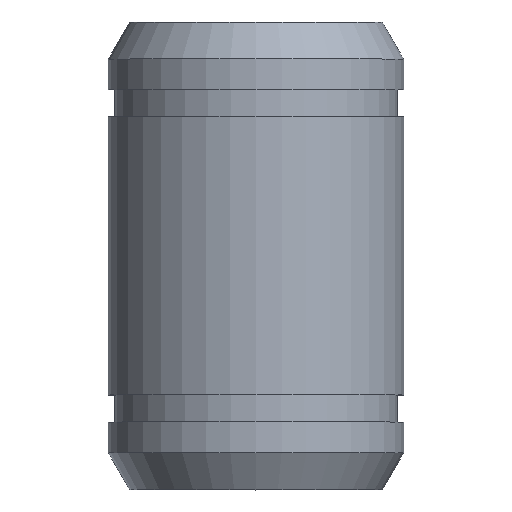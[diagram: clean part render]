
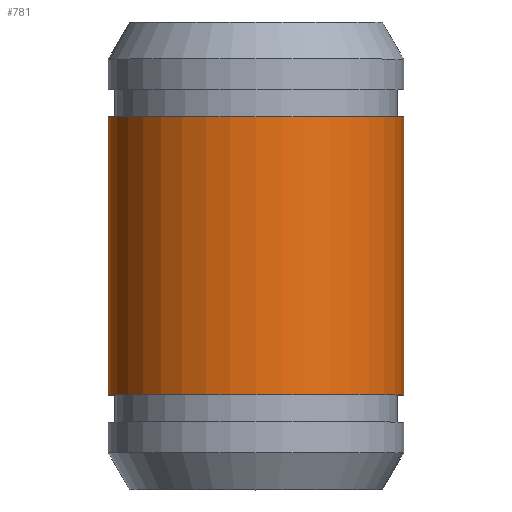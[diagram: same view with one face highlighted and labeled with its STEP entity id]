
A CAD part, top view. The second image highlights one B-rep face of the part: STEP entity #781.
In plain terms, the highlighted cylindrical face has radius 6 mm (diameter 12 mm), a partial arc.
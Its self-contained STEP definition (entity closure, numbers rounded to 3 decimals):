
#766 = PLANE('',#767);
#767 = AXIS2_PLACEMENT_3D('',#768,#769,#770);
#768 = CARTESIAN_POINT('',(5.9,-5.65,0.));
#769 = DIRECTION('',(0.,1.,0.));
#770 = DIRECTION('',(-1.,0.,0.));
#781 = ADVANCED_FACE('',(#782),#796,.T.);
#782 = FACE_BOUND('',#783,.T.);
#783 = EDGE_LOOP('',(#784,#863,#891,#912));
#784 = ORIENTED_EDGE('',*,*,#785,.F.);
#785 = EDGE_CURVE('',#786,#788,#790,.T.);
#786 = VERTEX_POINT('',#787);
#787 = CARTESIAN_POINT('',(6.,5.65,0.));
#788 = VERTEX_POINT('',#789);
#789 = CARTESIAN_POINT('',(6.,-5.65,0.));
#790 = SURFACE_CURVE('',#791,(#795,#829),.PCURVE_S1.);
#791 = LINE('',#792,#793);
#792 = CARTESIAN_POINT('',(6.,0.,0.));
#793 = VECTOR('',#794,1.);
#794 = DIRECTION('',(0.,-1.,0.));
#795 = PCURVE('',#796,#801);
#796 = CYLINDRICAL_SURFACE('',#797,6.);
#797 = AXIS2_PLACEMENT_3D('',#798,#799,#800);
#798 = CARTESIAN_POINT('',(0.,0.,0.));
#799 = DIRECTION('',(0.,1.,0.));
#800 = DIRECTION('',(1.,0.,0.));
#801 = DEFINITIONAL_REPRESENTATION('',(#802),#828);
#802 = B_SPLINE_CURVE_WITH_KNOTS('',3,(#803,#804,#805,#806,#807,#808,
    #809,#810,#811,#812,#813,#814,#815,#816,#817,#818,#819,#820,#821,
    #822,#823,#824,#825,#826,#827),.UNSPECIFIED.,.F.,.F.,(4,1,1,1,1,1,1,
    1,1,1,1,1,1,1,1,1,1,1,1,1,1,1,4),(-5.65,-5.136,
    -4.623,-4.109,-3.595,-3.082,
    -2.568,-2.055,-1.541,-1.027,
    -0.514,0.,0.514,1.027,1.541,
    2.055,2.568,3.082,3.595,
    4.109,4.623,5.136,5.65),
  .QUASI_UNIFORM_KNOTS.);
#803 = CARTESIAN_POINT('',(6.283,5.65));
#804 = CARTESIAN_POINT('',(6.283,5.479));
#805 = CARTESIAN_POINT('',(6.283,5.136));
#806 = CARTESIAN_POINT('',(6.283,4.623));
#807 = CARTESIAN_POINT('',(6.283,4.109));
#808 = CARTESIAN_POINT('',(6.283,3.595));
#809 = CARTESIAN_POINT('',(6.283,3.082));
#810 = CARTESIAN_POINT('',(6.283,2.568));
#811 = CARTESIAN_POINT('',(6.283,2.055));
#812 = CARTESIAN_POINT('',(6.283,1.541));
#813 = CARTESIAN_POINT('',(6.283,1.027));
#814 = CARTESIAN_POINT('',(6.283,0.514));
#815 = CARTESIAN_POINT('',(6.283,0.));
#816 = CARTESIAN_POINT('',(6.283,-0.514));
#817 = CARTESIAN_POINT('',(6.283,-1.027));
#818 = CARTESIAN_POINT('',(6.283,-1.541));
#819 = CARTESIAN_POINT('',(6.283,-2.055));
#820 = CARTESIAN_POINT('',(6.283,-2.568));
#821 = CARTESIAN_POINT('',(6.283,-3.082));
#822 = CARTESIAN_POINT('',(6.283,-3.595));
#823 = CARTESIAN_POINT('',(6.283,-4.109));
#824 = CARTESIAN_POINT('',(6.283,-4.623));
#825 = CARTESIAN_POINT('',(6.283,-5.136));
#826 = CARTESIAN_POINT('',(6.283,-5.479));
#827 = CARTESIAN_POINT('',(6.283,-5.65));
#828 = ( GEOMETRIC_REPRESENTATION_CONTEXT(2) 
PARAMETRIC_REPRESENTATION_CONTEXT() REPRESENTATION_CONTEXT('2D SPACE',''
  ) );
#829 = PCURVE('',#830,#835);
#830 = CYLINDRICAL_SURFACE('',#831,6.);
#831 = AXIS2_PLACEMENT_3D('',#832,#833,#834);
#832 = CARTESIAN_POINT('',(0.,0.,0.));
#833 = DIRECTION('',(0.,1.,0.));
#834 = DIRECTION('',(1.,0.,0.));
#835 = DEFINITIONAL_REPRESENTATION('',(#836),#862);
#836 = B_SPLINE_CURVE_WITH_KNOTS('',3,(#837,#838,#839,#840,#841,#842,
    #843,#844,#845,#846,#847,#848,#849,#850,#851,#852,#853,#854,#855,
    #856,#857,#858,#859,#860,#861),.UNSPECIFIED.,.F.,.F.,(4,1,1,1,1,1,1,
    1,1,1,1,1,1,1,1,1,1,1,1,1,1,1,4),(-5.65,-5.136,
    -4.623,-4.109,-3.595,-3.082,
    -2.568,-2.055,-1.541,-1.027,
    -0.514,0.,0.514,1.027,1.541,
    2.055,2.568,3.082,3.595,
    4.109,4.623,5.136,5.65),
  .QUASI_UNIFORM_KNOTS.);
#837 = CARTESIAN_POINT('',(0.,5.65));
#838 = CARTESIAN_POINT('',(0.,5.479));
#839 = CARTESIAN_POINT('',(0.,5.136));
#840 = CARTESIAN_POINT('',(0.,4.623));
#841 = CARTESIAN_POINT('',(0.,4.109));
#842 = CARTESIAN_POINT('',(0.,3.595));
#843 = CARTESIAN_POINT('',(0.,3.082));
#844 = CARTESIAN_POINT('',(0.,2.568));
#845 = CARTESIAN_POINT('',(0.,2.055));
#846 = CARTESIAN_POINT('',(0.,1.541));
#847 = CARTESIAN_POINT('',(0.,1.027));
#848 = CARTESIAN_POINT('',(0.,0.514));
#849 = CARTESIAN_POINT('',(0.,0.));
#850 = CARTESIAN_POINT('',(0.,-0.514));
#851 = CARTESIAN_POINT('',(0.,-1.027));
#852 = CARTESIAN_POINT('',(0.,-1.541));
#853 = CARTESIAN_POINT('',(0.,-2.055));
#854 = CARTESIAN_POINT('',(0.,-2.568));
#855 = CARTESIAN_POINT('',(0.,-3.082));
#856 = CARTESIAN_POINT('',(0.,-3.595));
#857 = CARTESIAN_POINT('',(0.,-4.109));
#858 = CARTESIAN_POINT('',(0.,-4.623));
#859 = CARTESIAN_POINT('',(0.,-5.136));
#860 = CARTESIAN_POINT('',(0.,-5.479));
#861 = CARTESIAN_POINT('',(0.,-5.65));
#862 = ( GEOMETRIC_REPRESENTATION_CONTEXT(2) 
PARAMETRIC_REPRESENTATION_CONTEXT() REPRESENTATION_CONTEXT('2D SPACE',''
  ) );
#863 = ORIENTED_EDGE('',*,*,#864,.T.);
#864 = EDGE_CURVE('',#786,#865,#867,.T.);
#865 = VERTEX_POINT('',#866);
#866 = CARTESIAN_POINT('',(-6.,5.65,0.));
#867 = SURFACE_CURVE('',#868,(#873,#879),.PCURVE_S1.);
#868 = CIRCLE('',#869,6.);
#869 = AXIS2_PLACEMENT_3D('',#870,#871,#872);
#870 = CARTESIAN_POINT('',(0.,5.65,0.));
#871 = DIRECTION('',(0.,-1.,0.));
#872 = DIRECTION('',(1.,0.,0.));
#873 = PCURVE('',#796,#874);
#874 = DEFINITIONAL_REPRESENTATION('',(#875),#878);
#875 = B_SPLINE_CURVE_WITH_KNOTS('',1,(#876,#877),.UNSPECIFIED.,.F.,.F.,
  (2,2),(0.,3.142),.PIECEWISE_BEZIER_KNOTS.);
#876 = CARTESIAN_POINT('',(6.283,5.65));
#877 = CARTESIAN_POINT('',(3.142,5.65));
#878 = ( GEOMETRIC_REPRESENTATION_CONTEXT(2) 
PARAMETRIC_REPRESENTATION_CONTEXT() REPRESENTATION_CONTEXT('2D SPACE',''
  ) );
#879 = PCURVE('',#880,#885);
#880 = PLANE('',#881);
#881 = AXIS2_PLACEMENT_3D('',#882,#883,#884);
#882 = CARTESIAN_POINT('',(5.9,5.65,0.));
#883 = DIRECTION('',(0.,-1.,0.));
#884 = DIRECTION('',(1.,0.,0.));
#885 = DEFINITIONAL_REPRESENTATION('',(#886),#890);
#886 = CIRCLE('',#887,6.);
#887 = AXIS2_PLACEMENT_2D('',#888,#889);
#888 = CARTESIAN_POINT('',(-5.9,0.));
#889 = DIRECTION('',(1.,0.));
#890 = ( GEOMETRIC_REPRESENTATION_CONTEXT(2) 
PARAMETRIC_REPRESENTATION_CONTEXT() REPRESENTATION_CONTEXT('2D SPACE',''
  ) );
#891 = ORIENTED_EDGE('',*,*,#892,.F.);
#892 = EDGE_CURVE('',#893,#865,#895,.T.);
#893 = VERTEX_POINT('',#894);
#894 = CARTESIAN_POINT('',(-6.,-5.65,0.));
#895 = SURFACE_CURVE('',#896,(#900,#906),.PCURVE_S1.);
#896 = LINE('',#897,#898);
#897 = CARTESIAN_POINT('',(-6.,0.,0.));
#898 = VECTOR('',#899,1.);
#899 = DIRECTION('',(0.,1.,0.));
#900 = PCURVE('',#796,#901);
#901 = DEFINITIONAL_REPRESENTATION('',(#902),#905);
#902 = B_SPLINE_CURVE_WITH_KNOTS('',1,(#903,#904),.UNSPECIFIED.,.F.,.F.,
  (2,2),(-5.65,5.65),.PIECEWISE_BEZIER_KNOTS.);
#903 = CARTESIAN_POINT('',(3.142,-5.65));
#904 = CARTESIAN_POINT('',(3.142,5.65));
#905 = ( GEOMETRIC_REPRESENTATION_CONTEXT(2) 
PARAMETRIC_REPRESENTATION_CONTEXT() REPRESENTATION_CONTEXT('2D SPACE',''
  ) );
#906 = PCURVE('',#830,#907);
#907 = DEFINITIONAL_REPRESENTATION('',(#908),#911);
#908 = B_SPLINE_CURVE_WITH_KNOTS('',1,(#909,#910),.UNSPECIFIED.,.F.,.F.,
  (2,2),(-5.65,5.65),.PIECEWISE_BEZIER_KNOTS.);
#909 = CARTESIAN_POINT('',(3.142,-5.65));
#910 = CARTESIAN_POINT('',(3.142,5.65));
#911 = ( GEOMETRIC_REPRESENTATION_CONTEXT(2) 
PARAMETRIC_REPRESENTATION_CONTEXT() REPRESENTATION_CONTEXT('2D SPACE',''
  ) );
#912 = ORIENTED_EDGE('',*,*,#913,.T.);
#913 = EDGE_CURVE('',#893,#788,#914,.T.);
#914 = SURFACE_CURVE('',#915,(#920,#926),.PCURVE_S1.);
#915 = CIRCLE('',#916,6.);
#916 = AXIS2_PLACEMENT_3D('',#917,#918,#919);
#917 = CARTESIAN_POINT('',(0.,-5.65,0.));
#918 = DIRECTION('',(-0.,1.,0.));
#919 = DIRECTION('',(1.,0.,0.));
#920 = PCURVE('',#796,#921);
#921 = DEFINITIONAL_REPRESENTATION('',(#922),#925);
#922 = B_SPLINE_CURVE_WITH_KNOTS('',1,(#923,#924),.UNSPECIFIED.,.F.,.F.,
  (2,2),(3.142,6.283),.PIECEWISE_BEZIER_KNOTS.);
#923 = CARTESIAN_POINT('',(3.142,-5.65));
#924 = CARTESIAN_POINT('',(6.283,-5.65));
#925 = ( GEOMETRIC_REPRESENTATION_CONTEXT(2) 
PARAMETRIC_REPRESENTATION_CONTEXT() REPRESENTATION_CONTEXT('2D SPACE',''
  ) );
#926 = PCURVE('',#766,#927);
#927 = DEFINITIONAL_REPRESENTATION('',(#928),#932);
#928 = CIRCLE('',#929,6.);
#929 = AXIS2_PLACEMENT_2D('',#930,#931);
#930 = CARTESIAN_POINT('',(5.9,0.));
#931 = DIRECTION('',(-1.,0.));
#932 = ( GEOMETRIC_REPRESENTATION_CONTEXT(2) 
PARAMETRIC_REPRESENTATION_CONTEXT() REPRESENTATION_CONTEXT('2D SPACE',''
  ) );
